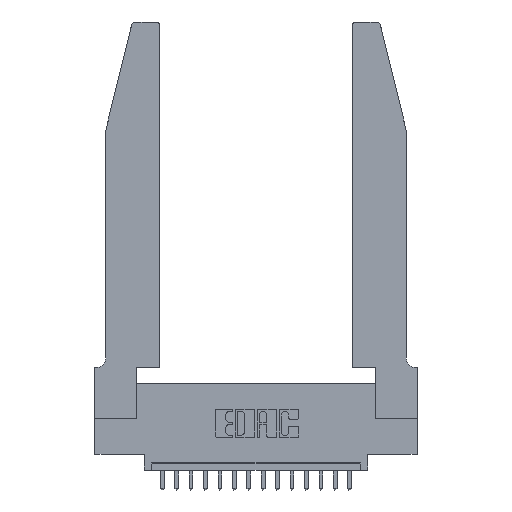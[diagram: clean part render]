
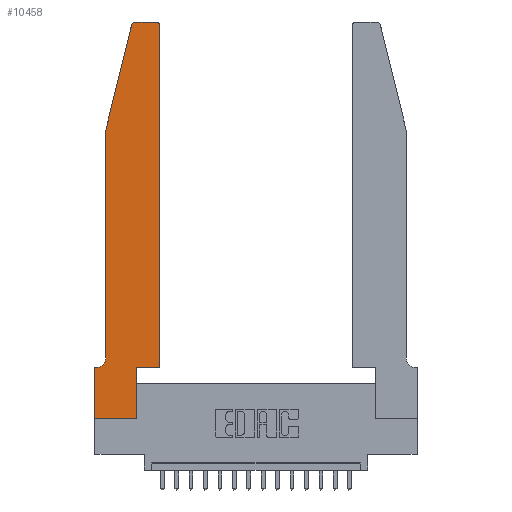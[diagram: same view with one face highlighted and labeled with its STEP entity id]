
A CAD part, top view. The second image highlights one B-rep face of the part: STEP entity #10458.
In plain terms, the highlighted planar face has unit normal (0, 0, 1).
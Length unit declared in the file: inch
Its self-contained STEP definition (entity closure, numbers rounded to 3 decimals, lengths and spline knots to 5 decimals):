
#90 = VERTEX_POINT ( 'NONE', #16627 ) ;
#120 = LINE ( 'NONE', #11222, #5230 ) ;
#710 = EDGE_LOOP ( 'NONE', ( #14890, #17448, #4688, #2276, #17894, #9889, #7515, #10633, #5690, #791, #9552, #8109 ) ) ;
#791 = ORIENTED_EDGE ( 'NONE', *, *, #13799, .T. ) ;
#1282 = CIRCLE ( 'NONE', #13034, 0.07 ) ;
#1338 = EDGE_CURVE ( 'NONE', #1773, #5634, #6406, .T. ) ;
#1424 = VECTOR ( 'NONE', #2892, 39.37008 ) ;
#1521 = CARTESIAN_POINT ( 'NONE',  ( 0.25487, 2.72718, 0.37 ) ) ;
#1773 = VERTEX_POINT ( 'NONE', #1521 ) ;
#2088 = CARTESIAN_POINT ( 'NONE',  ( 0., 0.35, 0.37 ) ) ;
#2180 = VERTEX_POINT ( 'NONE', #3510 ) ;
#2276 = ORIENTED_EDGE ( 'NONE', *, *, #9868, .T. ) ;
#2614 = VERTEX_POINT ( 'NONE', #4790 ) ;
#2648 = AXIS2_PLACEMENT_3D ( 'NONE', #3124, #10634, #13592 ) ;
#2801 = DIRECTION ( 'NONE',  ( 0., 0., -1. ) ) ;
#2892 = DIRECTION ( 'NONE',  ( 0., 1., 0. ) ) ;
#2985 = VECTOR ( 'NONE', #9084, 39.37008 ) ;
#3124 = CARTESIAN_POINT ( 'NONE',  ( 0.284, 2.72, 0.37 ) ) ;
#3261 = CARTESIAN_POINT ( 'NONE',  ( 0.4205, 2.72, 0.37 ) ) ;
#3433 = EDGE_CURVE ( 'NONE', #90, #17428, #11609, .T. ) ;
#3510 = CARTESIAN_POINT ( 'NONE',  ( 0., 0., 0.37 ) ) ;
#3661 = CARTESIAN_POINT ( 'NONE',  ( 0.0755, 0.42, 0.37 ) ) ;
#3931 = LINE ( 'NONE', #13673, #5315 ) ;
#4052 = VECTOR ( 'NONE', #17568, 39.37008 ) ;
#4142 = CARTESIAN_POINT ( 'NONE',  ( 0.2865, 0.35, 0.37 ) ) ;
#4351 = CIRCLE ( 'NONE', #7630, 0.03 ) ;
#4688 = ORIENTED_EDGE ( 'NONE', *, *, #1338, .T. ) ;
#4697 = EDGE_CURVE ( 'NONE', #8512, #13789, #3931, .T. ) ;
#4790 = CARTESIAN_POINT ( 'NONE',  ( 0.2865, 0., 0.37 ) ) ;
#4793 = LINE ( 'NONE', #6230, #7786 ) ;
#5053 = DIRECTION ( 'NONE',  ( 0., 1., 0. ) ) ;
#5076 = DIRECTION ( 'NONE',  ( 0., 0., 1. ) ) ;
#5230 = VECTOR ( 'NONE', #14234, 39.37008 ) ;
#5315 = VECTOR ( 'NONE', #5053, 39.37008 ) ;
#5379 = LINE ( 'NONE', #4142, #1424 ) ;
#5634 = VERTEX_POINT ( 'NONE', #12171 ) ;
#5690 = ORIENTED_EDGE ( 'NONE', *, *, #12553, .T. ) ;
#5778 = DIRECTION ( 'NONE',  ( 0., -1., 0. ) ) ;
#5956 = VERTEX_POINT ( 'NONE', #15617 ) ;
#6004 = CARTESIAN_POINT ( 'NONE',  ( 0.0055, 0.35, 0.37 ) ) ;
#6230 = CARTESIAN_POINT ( 'NONE',  ( 0.0755, 0.35, 0.37 ) ) ;
#6237 = LINE ( 'NONE', #7148, #12741 ) ;
#6306 = EDGE_CURVE ( 'NONE', #9442, #5956, #4793, .T. ) ;
#6406 = LINE ( 'NONE', #17546, #11758 ) ;
#6891 = DIRECTION ( 'NONE',  ( -0.239, -0.971, 0. ) ) ;
#7088 = FACE_OUTER_BOUND ( 'NONE', #710, .T. ) ;
#7148 = CARTESIAN_POINT ( 'NONE',  ( 0., 0., 0.37 ) ) ;
#7362 = CARTESIAN_POINT ( 'NONE',  ( 0., 0., 0.37 ) ) ;
#7394 = LINE ( 'NONE', #12346, #2985 ) ;
#7515 = ORIENTED_EDGE ( 'NONE', *, *, #14057, .T. ) ;
#7594 = DIRECTION ( 'NONE',  ( 1., 0., 0. ) ) ;
#7630 = AXIS2_PLACEMENT_3D ( 'NONE', #3261, #13666, #7594 ) ;
#7786 = VECTOR ( 'NONE', #13779, 39.37008 ) ;
#7980 = CARTESIAN_POINT ( 'NONE',  ( 0.284, 2.75, 0.37 ) ) ;
#8109 = ORIENTED_EDGE ( 'NONE', *, *, #15410, .T. ) ;
#8512 = VERTEX_POINT ( 'NONE', #14301 ) ;
#8675 = AXIS2_PLACEMENT_3D ( 'NONE', #2088, #5076, #15459 ) ;
#9084 = DIRECTION ( 'NONE',  ( 1., 0., 0. ) ) ;
#9442 = VERTEX_POINT ( 'NONE', #6004 ) ;
#9543 = PLANE ( 'NONE',  #8675 ) ;
#9552 = ORIENTED_EDGE ( 'NONE', *, *, #4697, .T. ) ;
#9868 = EDGE_CURVE ( 'NONE', #5634, #13874, #120, .T. ) ;
#9889 = ORIENTED_EDGE ( 'NONE', *, *, #6306, .T. ) ;
#10286 = DIRECTION ( 'NONE',  ( -1., 0., 0. ) ) ;
#10458 = ADVANCED_FACE ( 'NONE', ( #7088 ), #9543, .T. ) ;
#10633 = ORIENTED_EDGE ( 'NONE', *, *, #18245, .T. ) ;
#10634 = DIRECTION ( 'NONE',  ( 0., 0., 1. ) ) ;
#11222 = CARTESIAN_POINT ( 'NONE',  ( 0.0755, 2., 0.37 ) ) ;
#11609 = LINE ( 'NONE', #19164, #13943 ) ;
#11758 = VECTOR ( 'NONE', #6891, 39.37008 ) ;
#11763 = DIRECTION ( 'NONE',  ( -1., 0., 0. ) ) ;
#11934 = LINE ( 'NONE', #7362, #4052 ) ;
#12171 = CARTESIAN_POINT ( 'NONE',  ( 0.0755, 2., 0.37 ) ) ;
#12237 = EDGE_CURVE ( 'NONE', #17428, #1773, #14460, .T. ) ;
#12346 = CARTESIAN_POINT ( 'NONE',  ( 0.4505, 0.35, 0.37 ) ) ;
#12553 = EDGE_CURVE ( 'NONE', #2614, #17658, #5379, .T. ) ;
#12741 = VECTOR ( 'NONE', #5778, 39.37008 ) ;
#13034 = AXIS2_PLACEMENT_3D ( 'NONE', #19213, #2801, #10286 ) ;
#13592 = DIRECTION ( 'NONE',  ( 1., 0., 0. ) ) ;
#13666 = DIRECTION ( 'NONE',  ( 0., 0., 1. ) ) ;
#13673 = CARTESIAN_POINT ( 'NONE',  ( 0.4505, 0.35, 0.37 ) ) ;
#13779 = DIRECTION ( 'NONE',  ( -1., 0., 0. ) ) ;
#13789 = VERTEX_POINT ( 'NONE', #15202 ) ;
#13799 = EDGE_CURVE ( 'NONE', #17658, #8512, #7394, .T. ) ;
#13874 = VERTEX_POINT ( 'NONE', #3661 ) ;
#13943 = VECTOR ( 'NONE', #11763, 39.37008 ) ;
#14057 = EDGE_CURVE ( 'NONE', #5956, #2180, #6237, .T. ) ;
#14234 = DIRECTION ( 'NONE',  ( 0., -1., 0. ) ) ;
#14301 = CARTESIAN_POINT ( 'NONE',  ( 0.4505, 0.35, 0.37 ) ) ;
#14460 = CIRCLE ( 'NONE', #2648, 0.03 ) ;
#14622 = CARTESIAN_POINT ( 'NONE',  ( 0.2865, 0.35, 0.37 ) ) ;
#14890 = ORIENTED_EDGE ( 'NONE', *, *, #3433, .T. ) ;
#15202 = CARTESIAN_POINT ( 'NONE',  ( 0.4505, 2.72, 0.37 ) ) ;
#15410 = EDGE_CURVE ( 'NONE', #13789, #90, #4351, .T. ) ;
#15459 = DIRECTION ( 'NONE',  ( 1., 0., 0. ) ) ;
#15617 = CARTESIAN_POINT ( 'NONE',  ( 0., 0.35, 0.37 ) ) ;
#16627 = CARTESIAN_POINT ( 'NONE',  ( 0.4205, 2.75, 0.37 ) ) ;
#17428 = VERTEX_POINT ( 'NONE', #7980 ) ;
#17448 = ORIENTED_EDGE ( 'NONE', *, *, #12237, .T. ) ;
#17546 = CARTESIAN_POINT ( 'NONE',  ( 0.0755, 2., 0.37 ) ) ;
#17568 = DIRECTION ( 'NONE',  ( 1., 0., 0. ) ) ;
#17658 = VERTEX_POINT ( 'NONE', #14622 ) ;
#17662 = EDGE_CURVE ( 'NONE', #13874, #9442, #1282, .T. ) ;
#17894 = ORIENTED_EDGE ( 'NONE', *, *, #17662, .T. ) ;
#18245 = EDGE_CURVE ( 'NONE', #2180, #2614, #11934, .T. ) ;
#19164 = CARTESIAN_POINT ( 'NONE',  ( 0.2605, 2.75, 0.37 ) ) ;
#19213 = CARTESIAN_POINT ( 'NONE',  ( 0.0055, 0.42, 0.37 ) ) ;
